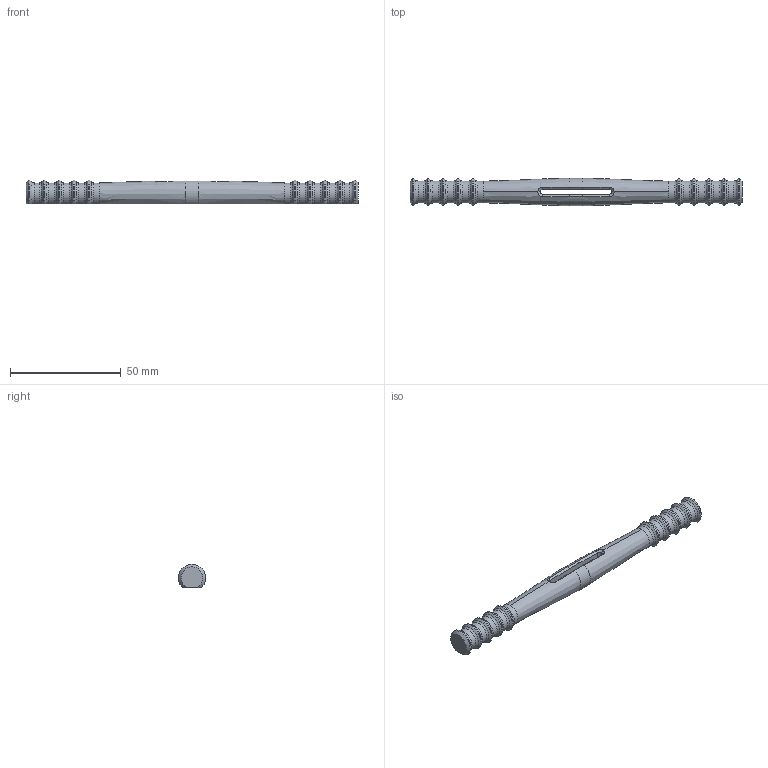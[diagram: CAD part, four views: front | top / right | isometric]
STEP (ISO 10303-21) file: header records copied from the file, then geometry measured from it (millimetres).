
FILE_DESCRIPTION(/* description */ (''),/* implementation_level */ '2;1');
FILE_NAME(/* name */ 'Windlass.step',/* time_stamp */ '2024-05-14T12:41:44-06:00',/* author */ (''),/* organization */ (''),/* preprocessor_version */ 'ST-DEVELOPER v20',/* originating_system */ 'Autodesk Translation Framework v12.20.1.177',/* authorisation */ '');
FILE_SCHEMA (('AUTOMOTIVE_DESIGN { 1 0 10303 214 3 1 1 }'));
Length unit declared in the file: millimetre
Products named in the file (1): Windlass
Bounding box: 150 x 12.29 x 10.6 mm (x, y, z)
Volume: 12560.4 mm3; surface area: 5933.8 mm2
Topology: 1 solids, 1 shells, 89 faces, 250 edges, 162 vertices
Faces by surface type: cylinder 24, cone 22, torus 18, bspline 16, plane 9
Entity records: 3696 total; most frequent: CARTESIAN_POINT 1598, ORIENTED_EDGE 500, DIRECTION 362, EDGE_CURVE 250, VERTEX_POINT 162, AXIS2_PLACEMENT_3D 144, EDGE_LOOP 90, FACE_OUTER_BOUND 89
